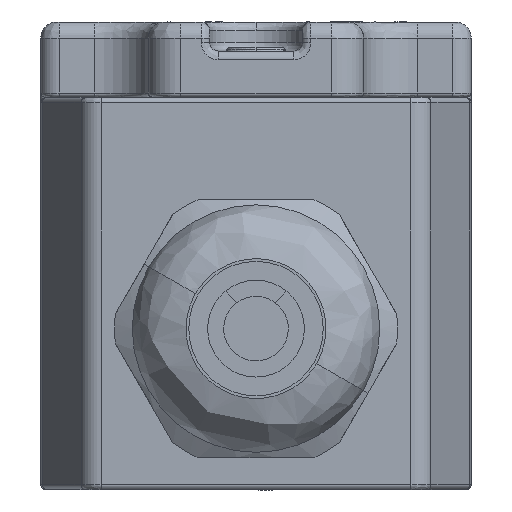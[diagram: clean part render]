
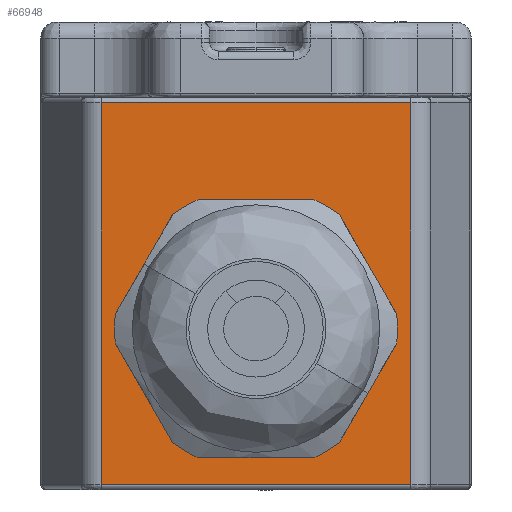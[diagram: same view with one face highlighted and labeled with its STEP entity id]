
A CAD part, front view. The second image highlights one B-rep face of the part: STEP entity #66948.
In plain terms, the highlighted planar face has unit normal (0, -1, 0).
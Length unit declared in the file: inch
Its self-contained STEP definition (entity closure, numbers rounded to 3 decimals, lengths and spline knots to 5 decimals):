
#2913 = DIRECTION ( 'NONE',  ( 0., 0., -1. ) ) ;
#3086 = CARTESIAN_POINT ( 'NONE',  ( 0.56697, -3.22835, 0.01969 ) ) ;
#3097 = CARTESIAN_POINT ( 'NONE',  ( -0.7874, -3.22835, 0.01969 ) ) ;
#3209 = EDGE_CURVE ( 'NONE', #9784, #15084, #68398, .T. ) ;
#7191 = DIRECTION ( 'NONE',  ( 0., -1., 0. ) ) ;
#9784 = VERTEX_POINT ( 'NONE', #3086 ) ;
#13752 = EDGE_CURVE ( 'NONE', #94177, #33261, #80362, .T. ) ;
#15084 = VERTEX_POINT ( 'NONE', #61813 ) ;
#19792 = VECTOR ( 'NONE', #90303, 39.37008 ) ;
#19812 = CARTESIAN_POINT ( 'NONE',  ( -0.7874, -3.22835, 1.43701 ) ) ;
#20268 = DIRECTION ( 'NONE',  ( 0., 1., 0. ) ) ;
#20281 = EDGE_LOOP ( 'NONE', ( #39414, #34020 ) ) ;
#20584 = DIRECTION ( 'NONE',  ( 0., 0., -1. ) ) ;
#20978 = LINE ( 'NONE', #92474, #52578 ) ;
#21745 = AXIS2_PLACEMENT_3D ( 'NONE', #82251, #47431, #54113 ) ;
#27207 = AXIS2_PLACEMENT_3D ( 'NONE', #19812, #20268, #56483 ) ;
#27588 = EDGE_CURVE ( 'NONE', #33261, #94177, #87163, .T. ) ;
#28535 = DIRECTION ( 'NONE',  ( 1., 0., 0. ) ) ;
#28745 = ORIENTED_EDGE ( 'NONE', *, *, #79035, .F. ) ;
#31125 = EDGE_LOOP ( 'NONE', ( #65164, #28745, #67429, #72172 ) ) ;
#33261 = VERTEX_POINT ( 'NONE', #94029 ) ;
#33912 = VERTEX_POINT ( 'NONE', #71413 ) ;
#34020 = ORIENTED_EDGE ( 'NONE', *, *, #27588, .F. ) ;
#34358 = VECTOR ( 'NONE', #2913, 39.37008 ) ;
#39414 = ORIENTED_EDGE ( 'NONE', *, *, #13752, .F. ) ;
#40278 = VERTEX_POINT ( 'NONE', #55287 ) ;
#46881 = AXIS2_PLACEMENT_3D ( 'NONE', #51056, #7191, #20584 ) ;
#47431 = DIRECTION ( 'NONE',  ( 0., -1., 0. ) ) ;
#49402 = EDGE_CURVE ( 'NONE', #15084, #33912, #20978, .T. ) ;
#49803 = PLANE ( 'NONE',  #27207 ) ;
#51056 = CARTESIAN_POINT ( 'NONE',  ( 0., -3.22835, 0.59055 ) ) ;
#52578 = VECTOR ( 'NONE', #63855, 39.37008 ) ;
#54113 = DIRECTION ( 'NONE',  ( 0., 0., -1. ) ) ;
#54376 = LINE ( 'NONE', #55312, #34358 ) ;
#55287 = CARTESIAN_POINT ( 'NONE',  ( 0.56697, -3.22835, 1.41732 ) ) ;
#55312 = CARTESIAN_POINT ( 'NONE',  ( 0.56697, -3.22835, 1.43701 ) ) ;
#56347 = VECTOR ( 'NONE', #28535, 39.37008 ) ;
#56483 = DIRECTION ( 'NONE',  ( 0., 0., 1. ) ) ;
#57125 = LINE ( 'NONE', #78598, #56347 ) ;
#61813 = CARTESIAN_POINT ( 'NONE',  ( -0.56697, -3.22835, 0.01969 ) ) ;
#63134 = FACE_OUTER_BOUND ( 'NONE', #31125, .T. ) ;
#63855 = DIRECTION ( 'NONE',  ( 0., 0., 1. ) ) ;
#65164 = ORIENTED_EDGE ( 'NONE', *, *, #3209, .F. ) ;
#66948 = ADVANCED_FACE ( 'NONE', ( #63134, #77924 ), #49803, .F. ) ;
#67429 = ORIENTED_EDGE ( 'NONE', *, *, #86281, .F. ) ;
#68398 = LINE ( 'NONE', #3097, #19792 ) ;
#68788 = CARTESIAN_POINT ( 'NONE',  ( 0., -3.22835, 0.15748 ) ) ;
#71413 = CARTESIAN_POINT ( 'NONE',  ( -0.56697, -3.22835, 1.41732 ) ) ;
#72172 = ORIENTED_EDGE ( 'NONE', *, *, #49402, .F. ) ;
#77924 = FACE_BOUND ( 'NONE', #20281, .T. ) ;
#78598 = CARTESIAN_POINT ( 'NONE',  ( -0.7874, -3.22835, 1.41732 ) ) ;
#79035 = EDGE_CURVE ( 'NONE', #40278, #9784, #54376, .T. ) ;
#80362 = CIRCLE ( 'NONE', #46881, 0.43307 ) ;
#82251 = CARTESIAN_POINT ( 'NONE',  ( 0., -3.22835, 0.59055 ) ) ;
#86281 = EDGE_CURVE ( 'NONE', #33912, #40278, #57125, .T. ) ;
#87163 = CIRCLE ( 'NONE', #21745, 0.43307 ) ;
#90303 = DIRECTION ( 'NONE',  ( -1., 0., 0. ) ) ;
#92474 = CARTESIAN_POINT ( 'NONE',  ( -0.56697, -3.22835, 0. ) ) ;
#94029 = CARTESIAN_POINT ( 'NONE',  ( 0., -3.22835, 1.02362 ) ) ;
#94177 = VERTEX_POINT ( 'NONE', #68788 ) ;
